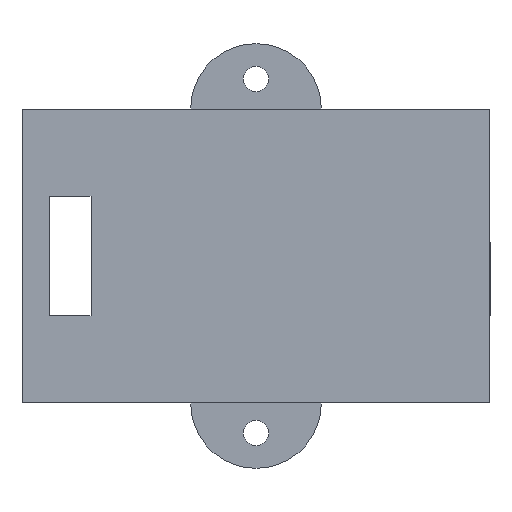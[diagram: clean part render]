
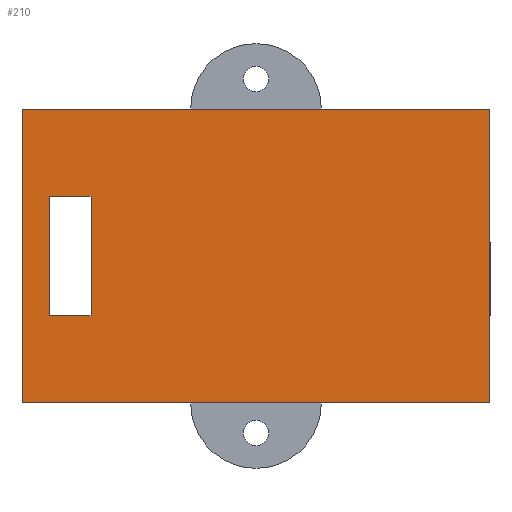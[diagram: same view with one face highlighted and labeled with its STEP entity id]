
A CAD part, front view. The second image highlights one B-rep face of the part: STEP entity #210.
In plain terms, the highlighted planar face has unit normal (0, -1, 0).
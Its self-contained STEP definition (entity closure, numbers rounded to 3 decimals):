
#1 = CARTESIAN_POINT ( 'NONE',  ( -34.5, -3., 10. ) ) ;
#20 = EDGE_CURVE ( 'NONE', #520, #97, #547, .T. ) ;
#24 = CARTESIAN_POINT ( 'NONE',  ( 0., -3., 0. ) ) ;
#42 = EDGE_CURVE ( 'NONE', #44, #302, #278, .T. ) ;
#44 = VERTEX_POINT ( 'NONE', #47 ) ;
#47 = CARTESIAN_POINT ( 'NONE',  ( 39., -3., -24.5 ) ) ;
#48 = VECTOR ( 'NONE', #98, 1000. ) ;
#54 = EDGE_CURVE ( 'NONE', #602, #44, #562, .T. ) ;
#63 = VECTOR ( 'NONE', #908, 1000. ) ;
#96 = CARTESIAN_POINT ( 'NONE',  ( -27.5, -3., 10. ) ) ;
#97 = VERTEX_POINT ( 'NONE', #601 ) ;
#98 = DIRECTION ( 'NONE',  ( 1., 0., 0. ) ) ;
#100 = DIRECTION ( 'NONE',  ( -1., 0., 0. ) ) ;
#103 = ORIENTED_EDGE ( 'NONE', *, *, #54, .T. ) ;
#111 = EDGE_CURVE ( 'NONE', #355, #520, #387, .T. ) ;
#130 = DIRECTION ( 'NONE',  ( -1., 0., 0. ) ) ;
#131 = DIRECTION ( 'NONE',  ( 0., 0., -1. ) ) ;
#134 = ORIENTED_EDGE ( 'NONE', *, *, #20, .T. ) ;
#140 = EDGE_CURVE ( 'NONE', #703, #355, #324, .T. ) ;
#171 = LINE ( 'NONE', #539, #787 ) ;
#184 = ORIENTED_EDGE ( 'NONE', *, *, #140, .T. ) ;
#196 = FACE_OUTER_BOUND ( 'NONE', #237, .T. ) ;
#210 = ADVANCED_FACE ( 'NONE', ( #546, #196 ), #734, .F. ) ;
#220 = CARTESIAN_POINT ( 'NONE',  ( -34.5, -3., -10. ) ) ;
#237 = EDGE_LOOP ( 'NONE', ( #489, #588, #419, #103 ) ) ;
#256 = EDGE_CURVE ( 'NONE', #97, #703, #845, .T. ) ;
#271 = VECTOR ( 'NONE', #745, 1000. ) ;
#278 = LINE ( 'NONE', #901, #909 ) ;
#302 = VERTEX_POINT ( 'NONE', #849 ) ;
#307 = DIRECTION ( 'NONE',  ( 0., 1., 0. ) ) ;
#313 = CARTESIAN_POINT ( 'NONE',  ( -34.5, -3., 0. ) ) ;
#324 = LINE ( 'NONE', #313, #271 ) ;
#348 = CARTESIAN_POINT ( 'NONE',  ( -27.5, -3., 0. ) ) ;
#352 = VERTEX_POINT ( 'NONE', #358 ) ;
#355 = VERTEX_POINT ( 'NONE', #1 ) ;
#358 = CARTESIAN_POINT ( 'NONE',  ( -39., -3., 24.5 ) ) ;
#387 = LINE ( 'NONE', #811, #48 ) ;
#419 = ORIENTED_EDGE ( 'NONE', *, *, #702, .T. ) ;
#421 = CARTESIAN_POINT ( 'NONE',  ( 39., -3., -24.5 ) ) ;
#489 = ORIENTED_EDGE ( 'NONE', *, *, #42, .T. ) ;
#495 = AXIS2_PLACEMENT_3D ( 'NONE', #24, #307, #596 ) ;
#497 = DIRECTION ( 'NONE',  ( 0., 0., -1. ) ) ;
#520 = VERTEX_POINT ( 'NONE', #96 ) ;
#533 = ORIENTED_EDGE ( 'NONE', *, *, #256, .T. ) ;
#539 = CARTESIAN_POINT ( 'NONE',  ( 39., -3., 24.5 ) ) ;
#546 = FACE_BOUND ( 'NONE', #733, .T. ) ;
#547 = LINE ( 'NONE', #348, #894 ) ;
#552 = DIRECTION ( 'NONE',  ( 0., 0., 1. ) ) ;
#562 = LINE ( 'NONE', #421, #63 ) ;
#588 = ORIENTED_EDGE ( 'NONE', *, *, #769, .T. ) ;
#596 = DIRECTION ( 'NONE',  ( 0., 0., 1. ) ) ;
#601 = CARTESIAN_POINT ( 'NONE',  ( -27.5, -3., -10. ) ) ;
#602 = VERTEX_POINT ( 'NONE', #763 ) ;
#605 = ORIENTED_EDGE ( 'NONE', *, *, #111, .T. ) ;
#643 = LINE ( 'NONE', #854, #835 ) ;
#702 = EDGE_CURVE ( 'NONE', #352, #602, #643, .T. ) ;
#703 = VERTEX_POINT ( 'NONE', #220 ) ;
#727 = VECTOR ( 'NONE', #130, 1000. ) ;
#733 = EDGE_LOOP ( 'NONE', ( #533, #184, #605, #134 ) ) ;
#734 = PLANE ( 'NONE',  #495 ) ;
#745 = DIRECTION ( 'NONE',  ( 0., 0., 1. ) ) ;
#763 = CARTESIAN_POINT ( 'NONE',  ( -39., -3., -24.5 ) ) ;
#769 = EDGE_CURVE ( 'NONE', #302, #352, #171, .T. ) ;
#787 = VECTOR ( 'NONE', #100, 1000. ) ;
#811 = CARTESIAN_POINT ( 'NONE',  ( 0., -3., 10. ) ) ;
#835 = VECTOR ( 'NONE', #497, 1000. ) ;
#845 = LINE ( 'NONE', #917, #727 ) ;
#849 = CARTESIAN_POINT ( 'NONE',  ( 39., -3., 24.5 ) ) ;
#854 = CARTESIAN_POINT ( 'NONE',  ( -39., -3., 24.5 ) ) ;
#894 = VECTOR ( 'NONE', #131, 1000. ) ;
#901 = CARTESIAN_POINT ( 'NONE',  ( 39., -3., 24.5 ) ) ;
#908 = DIRECTION ( 'NONE',  ( 1., 0., 0. ) ) ;
#909 = VECTOR ( 'NONE', #552, 1000. ) ;
#917 = CARTESIAN_POINT ( 'NONE',  ( 0., -3., -10. ) ) ;
